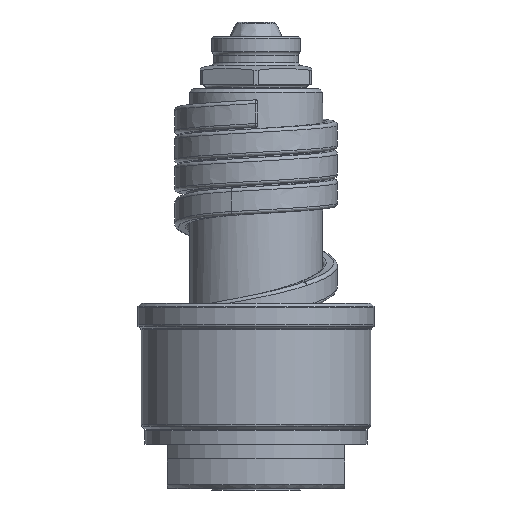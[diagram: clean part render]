
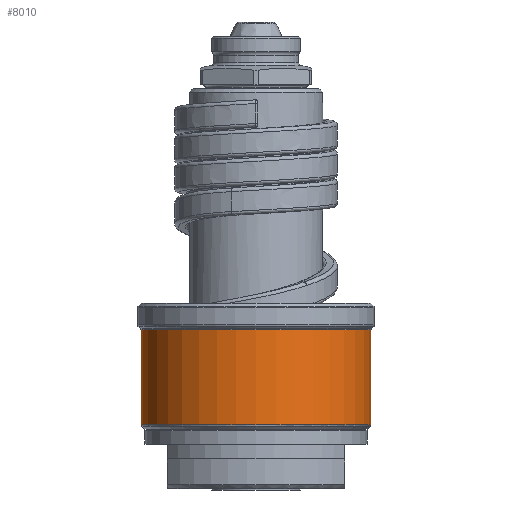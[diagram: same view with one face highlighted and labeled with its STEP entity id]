
A CAD part, front view. The second image highlights one B-rep face of the part: STEP entity #8010.
In plain terms, the highlighted cylindrical face has radius 15.5 mm (diameter 31 mm), a partial arc.
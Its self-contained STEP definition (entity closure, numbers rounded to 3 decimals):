
#1527=CARTESIAN_POINT('',(0.,0.,8.583));
#1528=DIRECTION('',(0.,0.,1.));
#1529=DIRECTION('',(-1.,0.,0.));
#1530=AXIS2_PLACEMENT_3D('',#1527,#1528,#1529);
#1532=DIRECTION('',(0.,0.,-1.));
#1533=VECTOR('',#1532,12.835);
#1534=CARTESIAN_POINT('',(-15.5,0.,21.417));
#1535=LINE('',#1534,#1533);
#1536=CARTESIAN_POINT('',(0.,0.,21.417));
#1537=DIRECTION('',(0.,0.,1.));
#1538=DIRECTION('',(-1.,0.,0.));
#1539=AXIS2_PLACEMENT_3D('',#1536,#1537,#1538);
#1541=DIRECTION('',(0.,0.,-1.));
#1542=VECTOR('',#1541,12.835);
#1543=CARTESIAN_POINT('',(15.5,0.,21.417));
#1544=LINE('',#1543,#1542);
#5584=CARTESIAN_POINT('',(15.5,0.,21.417));
#5585=CARTESIAN_POINT('',(-15.5,0.,21.417));
#5586=VERTEX_POINT('',#5584);
#5587=VERTEX_POINT('',#5585);
#5610=CARTESIAN_POINT('',(15.5,0.,8.583));
#5611=VERTEX_POINT('',#5610);
#5612=CARTESIAN_POINT('',(-15.5,0.,8.583));
#5613=VERTEX_POINT('',#5612);
#7998=CARTESIAN_POINT('',(0.,0.,7.15));
#7999=DIRECTION('',(0.,0.,1.));
#8000=DIRECTION('',(-1.,0.,0.));
#8001=AXIS2_PLACEMENT_3D('',#7998,#7999,#8000);
#8002=CYLINDRICAL_SURFACE('',#8001,15.5);
#8003=ORIENTED_EDGE('',*,*,#7970,.F.);
#8004=ORIENTED_EDGE('',*,*,#7988,.F.);
#8006=ORIENTED_EDGE('',*,*,#8005,.T.);
#8007=ORIENTED_EDGE('',*,*,#7984,.T.);
#8008=EDGE_LOOP('',(#8003,#8004,#8006,#8007));
#8009=FACE_OUTER_BOUND('',#8008,.F.);
#1531=CIRCLE('',#1530,15.5);
#1540=CIRCLE('',#1539,15.5);
#7970=EDGE_CURVE('',#5613,#5611,#1531,.T.);
#7984=EDGE_CURVE('',#5586,#5611,#1544,.T.);
#7988=EDGE_CURVE('',#5587,#5613,#1535,.T.);
#8005=EDGE_CURVE('',#5587,#5586,#1540,.T.);
#8010=ADVANCED_FACE('',(#8009),#8002,.T.);
